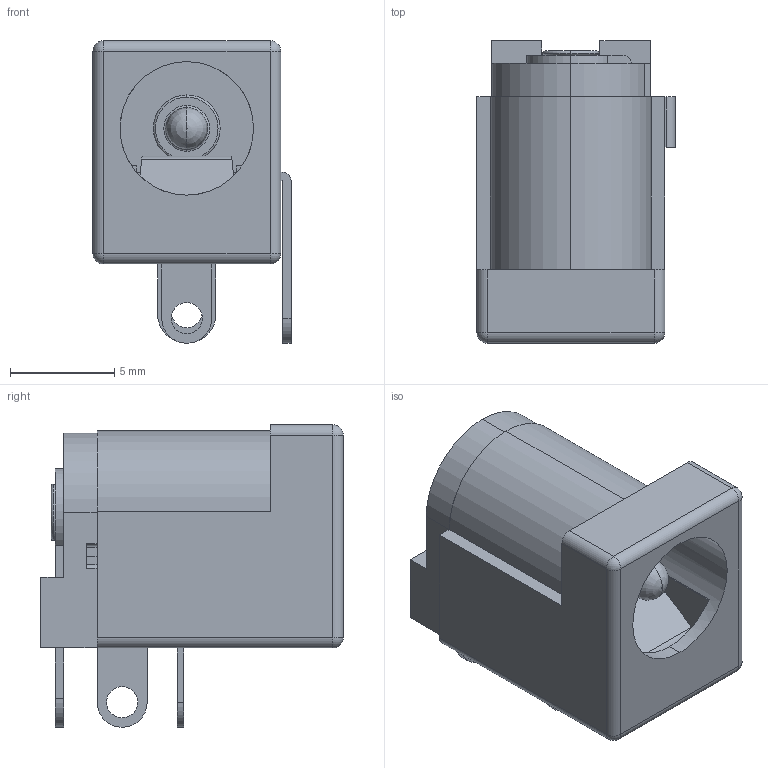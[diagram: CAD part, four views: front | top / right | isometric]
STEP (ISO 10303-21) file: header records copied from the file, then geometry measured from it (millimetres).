
FILE_DESCRIPTION(('FreeCAD Model'),'2;1');
FILE_NAME('Fusion.step','2017-04-09T08:11:28',( 'kicad StepUp'),('ksu MCAD'),'Open CASCADE STEP processor 6.8', 'FreeCAD','Unknown');
FILE_SCHEMA(('AUTOMOTIVE_DESIGN_CC2 { 1 2 10303 214 -1 1 5 4 }'));
Length unit declared in the file: millimetre
Products named in the file (2): ASSEMBLY; Fusion
Assembly tree (1 placements, depth 2):
  ASSEMBLY
    Fusion
Bounding box: 9.5 x 14.5 x 14.5 mm (x, y, z)
Volume: 733.1 mm3; surface area: 1324.6 mm2
Topology: 1 solids, 2 shells, 201 faces, 572 edges, 368 vertices
Faces by surface type: plane 114, cylinder 61, torus 16, revolution 6, sphere 4
Entity records: 8021 total; most frequent: CARTESIAN_POINT 1183, DIRECTION 1146, ORIENTED_EDGE 1136, EDGE_CURVE 568, LINE 390, VECTOR 390, AXIS2_PLACEMENT_3D 375, VERTEX_POINT 368
